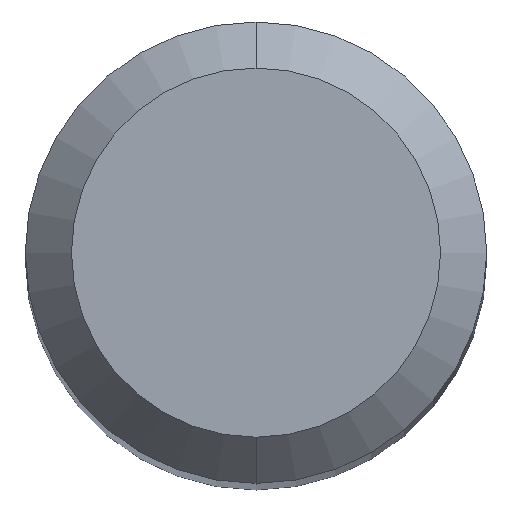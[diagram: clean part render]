
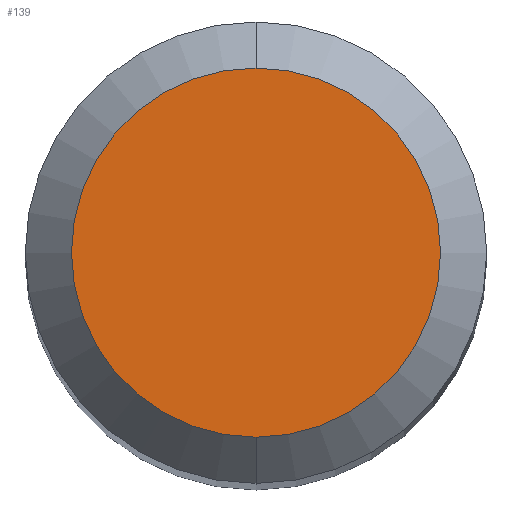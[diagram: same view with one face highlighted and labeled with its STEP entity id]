
A CAD part, top view. The second image highlights one B-rep face of the part: STEP entity #139.
In plain terms, the highlighted planar face has unit normal (0, 0, 1).
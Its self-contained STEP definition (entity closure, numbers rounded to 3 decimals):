
#103=VERTEX_POINT('',#255);
#139=ADVANCED_FACE('',(#298),#299,.T.);
#157=EDGE_CURVE('',#225,#103,#318,.T.);
#175=EDGE_CURVE('',#103,#225,#338,.T.);
#225=VERTEX_POINT('',#393);
#255=CARTESIAN_POINT('',(0.0,1.2,0.0));
#298=FACE_OUTER_BOUND('',#462,.T.);
#299=PLANE('',#463);
#318=CIRCLE('',#490,1.2);
#338=CIRCLE('',#518,1.2);
#393=CARTESIAN_POINT('',(0.,-1.2,0.0));
#462=EDGE_LOOP('',(#671,#672));
#463=AXIS2_PLACEMENT_3D('',#673,#674,#675);
#490=AXIS2_PLACEMENT_3D('',#690,#691,#692);
#518=AXIS2_PLACEMENT_3D('',#714,#715,#716);
#671=ORIENTED_EDGE('',*,*,#175,.F.);
#672=ORIENTED_EDGE('',*,*,#157,.F.);
#673=CARTESIAN_POINT('',(0.0,0.6,0.0));
#674=DIRECTION('',(-0.0,0.0,1.0));
#675=DIRECTION('',(0.0,-1.0,0.0));
#690=CARTESIAN_POINT('',(0.0,0.0,0.0));
#691=DIRECTION('',(0.0,0.0,-1.0));
#692=DIRECTION('',(0.0,1.0,0.0));
#714=CARTESIAN_POINT('',(0.0,0.0,0.0));
#715=DIRECTION('',(0.0,0.0,-1.0));
#716=DIRECTION('',(0.0,1.0,0.0));
